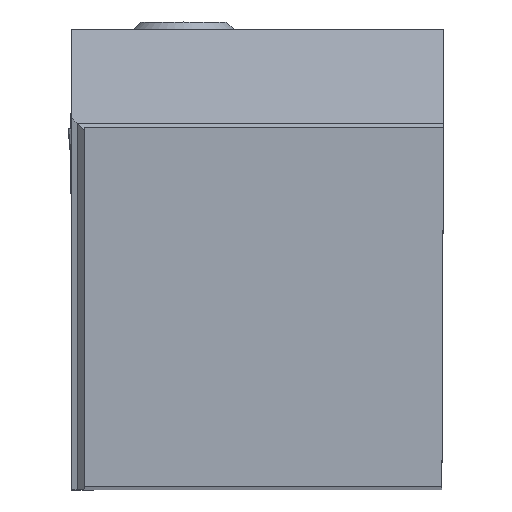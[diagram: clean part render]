
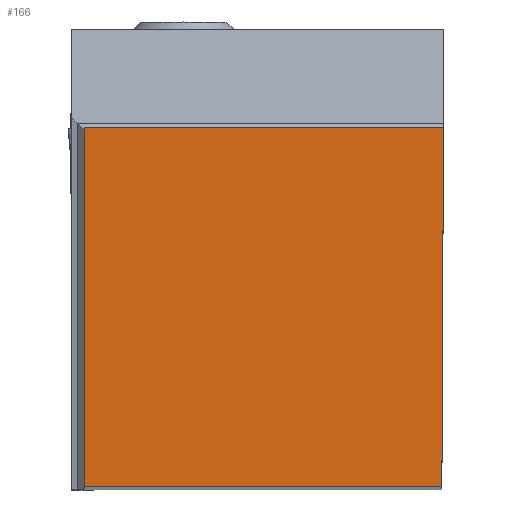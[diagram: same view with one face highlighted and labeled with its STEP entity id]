
A CAD part, top view. The second image highlights one B-rep face of the part: STEP entity #166.
In plain terms, the highlighted planar face has unit normal (0, 0, 1).
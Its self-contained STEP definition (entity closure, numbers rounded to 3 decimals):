
#166=ADVANCED_FACE('BLANK_BOXF006',(#270),#215,.F.);
#215=PLANE('',#1305);
#270=FACE_OUTER_BOUND('',#328,.T.);
#328=EDGE_LOOP('',(#581,#582,#583,#584));
#581=ORIENTED_EDGE('',*,*,#902,.F.);
#582=ORIENTED_EDGE('',*,*,#896,.F.);
#583=ORIENTED_EDGE('',*,*,#903,.F.);
#584=ORIENTED_EDGE('',*,*,#904,.F.);
#758=VERTEX_POINT('',#2024);
#759=VERTEX_POINT('',#2026);
#762=VERTEX_POINT('',#2037);
#763=VERTEX_POINT('',#2039);
#896=EDGE_CURVE('',#758,#759,#1025,.T.);
#902=EDGE_CURVE('',#759,#762,#1031,.T.);
#903=EDGE_CURVE('',#763,#758,#1032,.T.);
#904=EDGE_CURVE('',#762,#763,#1033,.T.);
#1025=LINE('',#2025,#1156);
#1031=LINE('',#2036,#1162);
#1032=LINE('',#2038,#1163);
#1033=LINE('',#2040,#1164);
#1156=VECTOR('',#1540,1.);
#1162=VECTOR('',#1550,1.);
#1163=VECTOR('',#1551,1.);
#1164=VECTOR('',#1552,1.);
#1305=AXIS2_PLACEMENT_3D('',#2041,#1553,#1554);
#1540=DIRECTION('',(-1.,0.,0.));
#1550=DIRECTION('',(0.,1.,0.));
#1551=DIRECTION('',(-0.004,-1.,0.));
#1552=DIRECTION('',(1.,0.,0.));
#1553=DIRECTION('',(0.,0.,-1.));
#1554=DIRECTION('',(0.,-1.,0.));
#2024=CARTESIAN_POINT('',(-0.109,0.,0.));
#2025=CARTESIAN_POINT('',(150.55,0.,0.));
#2026=CARTESIAN_POINT('',(-24.875,0.,0.));
#2036=CARTESIAN_POINT('',(-24.875,-150.55,0.));
#2037=CARTESIAN_POINT('',(-24.875,24.875,0.));
#2038=CARTESIAN_POINT('',(0.548,150.549,0.));
#2039=CARTESIAN_POINT('',(0.,24.875,0.));
#2040=CARTESIAN_POINT('',(-150.55,24.875,0.));
#2041=CARTESIAN_POINT('',(-25.75,-5.,0.));
